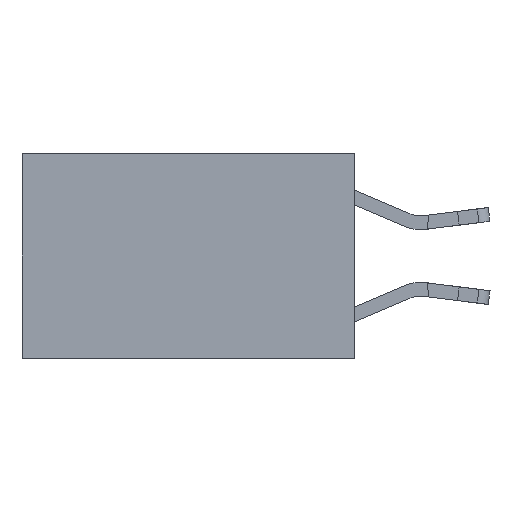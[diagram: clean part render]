
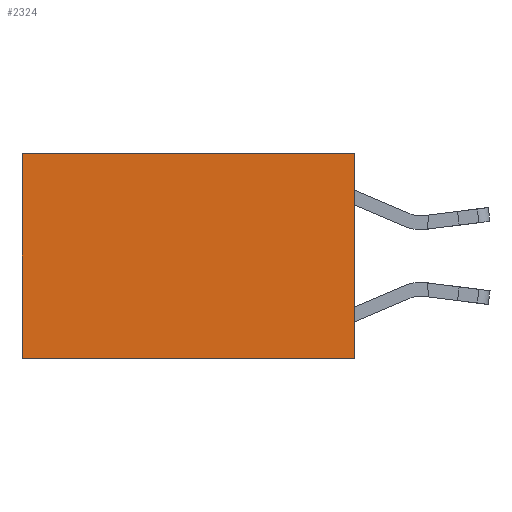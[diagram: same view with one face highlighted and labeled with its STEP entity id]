
A CAD part, left-side view. The second image highlights one B-rep face of the part: STEP entity #2324.
In plain terms, the highlighted planar face has unit normal (-1, 0, 0).
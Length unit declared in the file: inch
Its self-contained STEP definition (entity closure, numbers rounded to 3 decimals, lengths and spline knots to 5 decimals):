
#67 = AXIS2_PLACEMENT_3D ( 'NONE', #2365, #1083, #4794 ) ;
#291 = VECTOR ( 'NONE', #1197, 39.37008 ) ;
#525 = CARTESIAN_POINT ( 'NONE',  ( 0.2625, 0., 0. ) ) ;
#1083 = DIRECTION ( 'NONE',  ( 1., 0., 0. ) ) ;
#1197 = DIRECTION ( 'NONE',  ( 0., 1., 0. ) ) ;
#2324 = ADVANCED_FACE ( 'NONE', ( #7639 ), #11565, .F. ) ;
#2365 = CARTESIAN_POINT ( 'NONE',  ( 0.2625, 0., 0. ) ) ;
#3767 = CARTESIAN_POINT ( 'NONE',  ( 0.2625, 0., -0.37 ) ) ;
#3792 = EDGE_CURVE ( 'NONE', #11828, #14005, #12414, .T. ) ;
#3824 = VERTEX_POINT ( 'NONE', #12263 ) ;
#3871 = DIRECTION ( 'NONE',  ( 0., 0., -1. ) ) ;
#3987 = VECTOR ( 'NONE', #14385, 39.37008 ) ;
#4794 = DIRECTION ( 'NONE',  ( 0., 0., -1. ) ) ;
#5907 = EDGE_CURVE ( 'NONE', #3824, #10095, #13069, .T. ) ;
#5995 = EDGE_CURVE ( 'NONE', #11828, #3824, #8606, .T. ) ;
#7223 = EDGE_LOOP ( 'NONE', ( #9433, #12504, #12850, #10144 ) ) ;
#7379 = CARTESIAN_POINT ( 'NONE',  ( 0.2625, 0., 0. ) ) ;
#7598 = CARTESIAN_POINT ( 'NONE',  ( 0.2625, 0.6, 0. ) ) ;
#7639 = FACE_OUTER_BOUND ( 'NONE', #7223, .T. ) ;
#8606 = LINE ( 'NONE', #12875, #14279 ) ;
#8619 = EDGE_CURVE ( 'NONE', #14005, #10095, #13019, .T. ) ;
#9433 = ORIENTED_EDGE ( 'NONE', *, *, #8619, .T. ) ;
#10095 = VERTEX_POINT ( 'NONE', #11956 ) ;
#10144 = ORIENTED_EDGE ( 'NONE', *, *, #3792, .T. ) ;
#11047 = DIRECTION ( 'NONE',  ( 0., 1., 0. ) ) ;
#11509 = CARTESIAN_POINT ( 'NONE',  ( 0.2625, 0.6, 0. ) ) ;
#11565 = PLANE ( 'NONE',  #67 ) ;
#11828 = VERTEX_POINT ( 'NONE', #7379 ) ;
#11956 = CARTESIAN_POINT ( 'NONE',  ( 0.2625, 0.6, -0.37 ) ) ;
#12051 = VECTOR ( 'NONE', #11047, 39.37008 ) ;
#12263 = CARTESIAN_POINT ( 'NONE',  ( 0.2625, 0., -0.37 ) ) ;
#12414 = LINE ( 'NONE', #525, #12051 ) ;
#12504 = ORIENTED_EDGE ( 'NONE', *, *, #5907, .F. ) ;
#12850 = ORIENTED_EDGE ( 'NONE', *, *, #5995, .F. ) ;
#12875 = CARTESIAN_POINT ( 'NONE',  ( 0.2625, 0., 0. ) ) ;
#13019 = LINE ( 'NONE', #7598, #3987 ) ;
#13069 = LINE ( 'NONE', #3767, #291 ) ;
#14005 = VERTEX_POINT ( 'NONE', #11509 ) ;
#14279 = VECTOR ( 'NONE', #3871, 39.37008 ) ;
#14385 = DIRECTION ( 'NONE',  ( 0., 0., -1. ) ) ;
